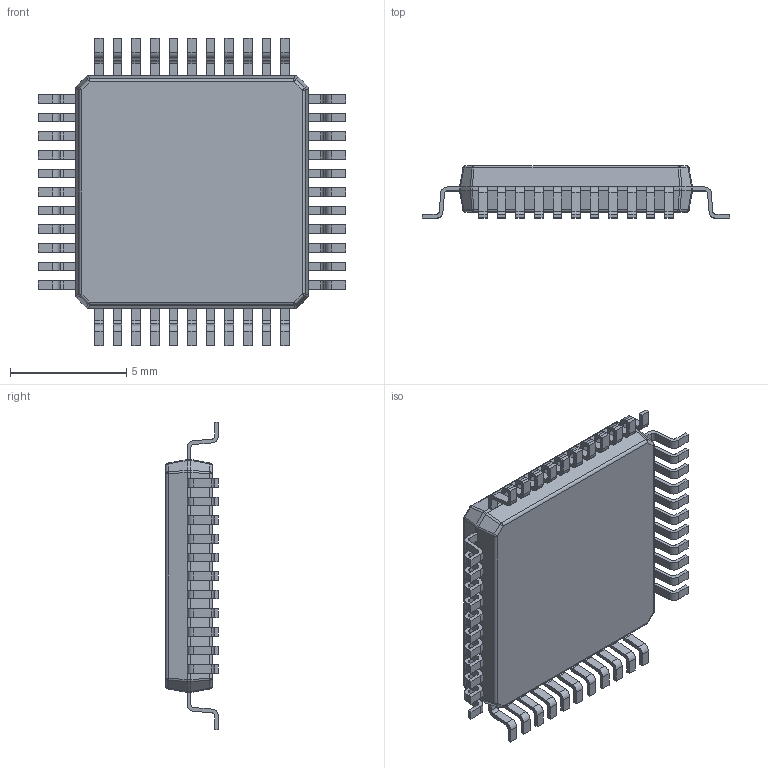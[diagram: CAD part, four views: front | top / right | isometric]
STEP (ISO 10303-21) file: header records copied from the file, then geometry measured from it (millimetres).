
FILE_DESCRIPTION((''),'2;1');
FILE_NAME('VGZ44A_ASM','2012-02-17T',('CKXSSC'),(''),'PRO/ENGINEER BY PARAMETRIC TECHNOLOGY CORPORATION, 2011220','PRO/ENGINEER BY PARAMETRIC TECHNOLOGY CORPORATION, 2011220','');
FILE_SCHEMA(('AUTOMOTIVE_DESIGN_CC2 { 1 2 10303 214 -1 1 5 2 }'));
Length unit declared in the file: millimetre
Products named in the file (3): BODY_VGZ44A; LEAD_VGZ44A; VGZ44A_ASM
Assembly tree (45 placements, depth 2):
  VGZ44A_ASM
    BODY_VGZ44A
    LEAD_VGZ44A  x44
Bounding box: 13.2 x 2.25 x 13.2 mm (x, y, z)
Volume: 199.7 mm3; surface area: 386.7 mm2
Topology: 45 solids, 45 shells, 707 faces, 1762 edges, 1148 vertices
Faces by surface type: plane 469, cylinder 222, sphere 16
Entity records: 3809 total; most frequent: DIRECTION 572, CARTESIAN_POINT 571, ORIENTED_EDGE 428, AXIS2_PLACEMENT_3D 221, PRESENTATION_STYLE_ASSIGNMENT 216, STYLED_ITEM 216, CURVE_STYLE 214, EDGE_CURVE 214
